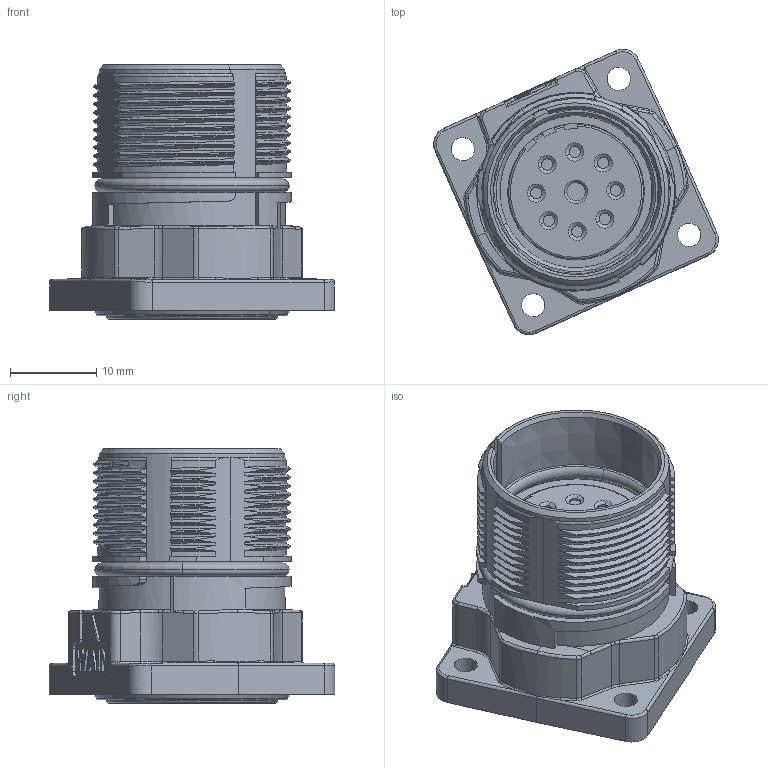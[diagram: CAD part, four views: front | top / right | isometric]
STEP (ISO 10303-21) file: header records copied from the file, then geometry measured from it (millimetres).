
FILE_DESCRIPTION(/* description */ (''),/* implementation_level */ '2;1');
FILE_NAME(/* name */ 'QQQ.stp',/* time_stamp */ '2024-01-15T17:12:28+08:00',/* author */ (''),/* organization */ (''),/* preprocessor_version */ 'ST-DEVELOPER v18.1',/* originating_system */ 'SIEMENS PLM Software NX 1980',/* authorisation */ '');
FILE_SCHEMA (('AUTOMOTIVE_DESIGN { 1 0 10303 214 3 1 1 1 }'));
Length unit declared in the file: millimetre
Products named in the file (1): QQQ
Bounding box: 32.92 x 33.02 x 29.4 mm (x, y, z)
Volume: 9031.6 mm3; surface area: 7784.6 mm2
Topology: 1 solids, 2 shells, 921 faces, 2413 edges, 1539 vertices
Faces by surface type: cylinder 286, plane 280, cone 200, torus 113, sphere 24, bspline 18
Full cylindrical faces by diameter (mm): 1.3 x1, 3.85 x1, 19.8 x1
Entity records: 31524 total; most frequent: CARTESIAN_POINT 10506, ORIENTED_EDGE 4812, DIRECTION 3756, EDGE_CURVE 2406, VERTEX_POINT 1537, AXIS2_PLACEMENT_3D 1503, B_SPLINE_CURVE_WITH_KNOTS 1051, EDGE_LOOP 983
